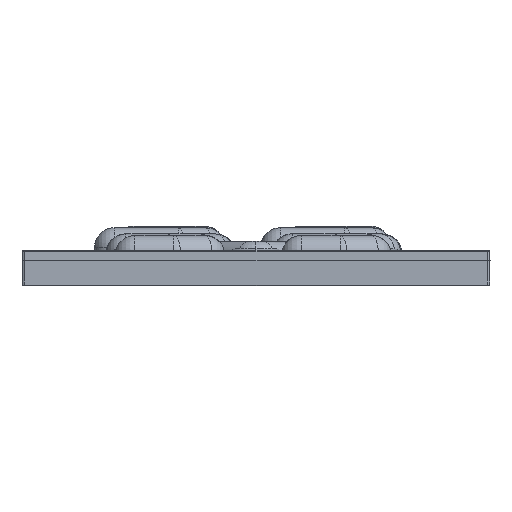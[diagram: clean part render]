
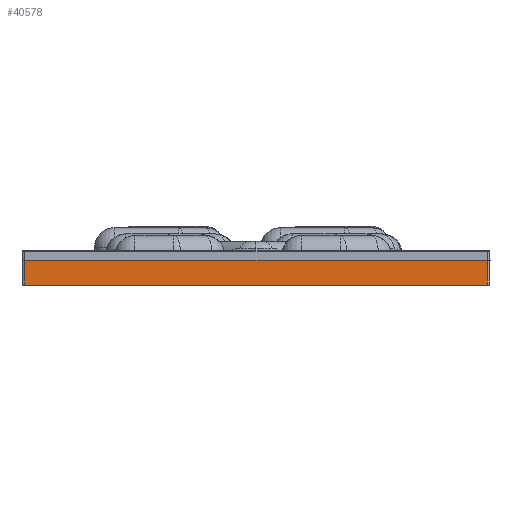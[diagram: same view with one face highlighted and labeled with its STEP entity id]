
A CAD part, left-side view. The second image highlights one B-rep face of the part: STEP entity #40578.
In plain terms, the highlighted planar face has unit normal (-1, 0, -0.018).
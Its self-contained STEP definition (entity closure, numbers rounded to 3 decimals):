
#938 = VECTOR ( 'NONE', #41741, 1000. ) ;
#2754 = CARTESIAN_POINT ( 'NONE',  ( -86.5, 0., 3.85 ) ) ;
#3262 = LINE ( 'NONE', #21365, #27200 ) ;
#3965 = ORIENTED_EDGE ( 'NONE', *, *, #24296, .T. ) ;
#5995 = CARTESIAN_POINT ( 'NONE',  ( -86.5, 35.3, 3.85 ) ) ;
#6314 = VERTEX_POINT ( 'NONE', #29782 ) ;
#8214 = VERTEX_POINT ( 'NONE', #5995 ) ;
#11552 = ORIENTED_EDGE ( 'NONE', *, *, #37498, .F. ) ;
#15954 = CARTESIAN_POINT ( 'NONE',  ( -86.5, -35.3, 3.85 ) ) ;
#16429 = DIRECTION ( 'NONE',  ( -0.017, 0., 1. ) ) ;
#17163 = EDGE_LOOP ( 'NONE', ( #53626, #3965, #29787, #11552 ) ) ;
#21365 = CARTESIAN_POINT ( 'NONE',  ( -86.5, 0., 3.85 ) ) ;
#21602 = EDGE_CURVE ( 'NONE', #8214, #6314, #29848, .T. ) ;
#24296 = EDGE_CURVE ( 'NONE', #6314, #53326, #51237, .T. ) ;
#25899 = FACE_OUTER_BOUND ( 'NONE', #17163, .T. ) ;
#27200 = VECTOR ( 'NONE', #39480, 1000. ) ;
#29782 = CARTESIAN_POINT ( 'NONE',  ( -86.435, 35.3, 0.098 ) ) ;
#29787 = ORIENTED_EDGE ( 'NONE', *, *, #32319, .T. ) ;
#29848 = LINE ( 'NONE', #39381, #31102 ) ;
#31024 = DIRECTION ( 'NONE',  ( 0.017, 0., -1. ) ) ;
#31102 = VECTOR ( 'NONE', #31024, 1000. ) ;
#32319 = EDGE_CURVE ( 'NONE', #53326, #45813, #33455, .T. ) ;
#33455 = LINE ( 'NONE', #15954, #50706 ) ;
#35406 = DIRECTION ( 'NONE',  ( -1., 0., -0.017 ) ) ;
#37498 = EDGE_CURVE ( 'NONE', #8214, #45813, #3262, .T. ) ;
#39381 = CARTESIAN_POINT ( 'NONE',  ( -86.5, 35.3, 3.85 ) ) ;
#39480 = DIRECTION ( 'NONE',  ( 0., -1., 0. ) ) ;
#39817 = AXIS2_PLACEMENT_3D ( 'NONE', #2754, #35406, #16429 ) ;
#40578 = ADVANCED_FACE ( 'NONE', ( #25899 ), #44054, .T. ) ;
#41741 = DIRECTION ( 'NONE',  ( 0., -1., 0. ) ) ;
#44054 = PLANE ( 'NONE',  #39817 ) ;
#45813 = VERTEX_POINT ( 'NONE', #51255 ) ;
#50655 = CARTESIAN_POINT ( 'NONE',  ( -86.435, -35.3, 0.098 ) ) ;
#50706 = VECTOR ( 'NONE', #55470, 1000. ) ;
#51237 = LINE ( 'NONE', #50655, #938 ) ;
#51255 = CARTESIAN_POINT ( 'NONE',  ( -86.5, -35.3, 3.85 ) ) ;
#52474 = CARTESIAN_POINT ( 'NONE',  ( -86.435, -35.3, 0.098 ) ) ;
#53326 = VERTEX_POINT ( 'NONE', #52474 ) ;
#53626 = ORIENTED_EDGE ( 'NONE', *, *, #21602, .T. ) ;
#55470 = DIRECTION ( 'NONE',  ( -0.017, 0., 1. ) ) ;
